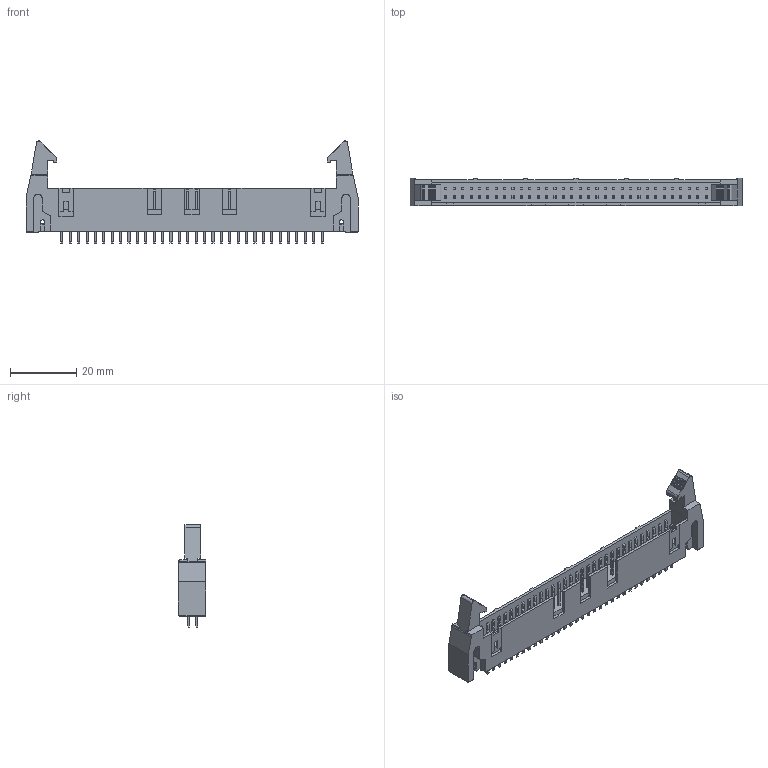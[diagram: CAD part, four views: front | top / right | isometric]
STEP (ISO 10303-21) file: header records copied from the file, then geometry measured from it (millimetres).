
FILE_DESCRIPTION(('STEP AP214'),'1');
FILE_NAME('header_awh64g-0232-t.stp','2015-04-21T12:46:14',('TraceParts'),('TraceParts S.A.'),'XStep 1.0',' ',' ');
FILE_SCHEMA(('automotive_design'));
Length unit declared in the file: millimetre
Products named in the file (1): 1
Bounding box: 100.48 x 8.3 x 30.9 mm (x, y, z)
Volume: 7493.9 mm3; surface area: 7904.7 mm2
Topology: 1 solids, 1 shells, 1144 faces, 3042 edges, 2022 vertices
Faces by surface type: plane 1086, cylinder 58
Entity records: 69364 total; most frequent: CARTESIAN_POINT 6209, STYLED_ITEM 6208, PRESENTATION_STYLE_ASSIGNMENT 6208, COLOUR_RGB 6208, ORIENTED_EDGE 6084, DIRECTION 5450, EDGE_CURVE 3042, CURVE_STYLE 3042
